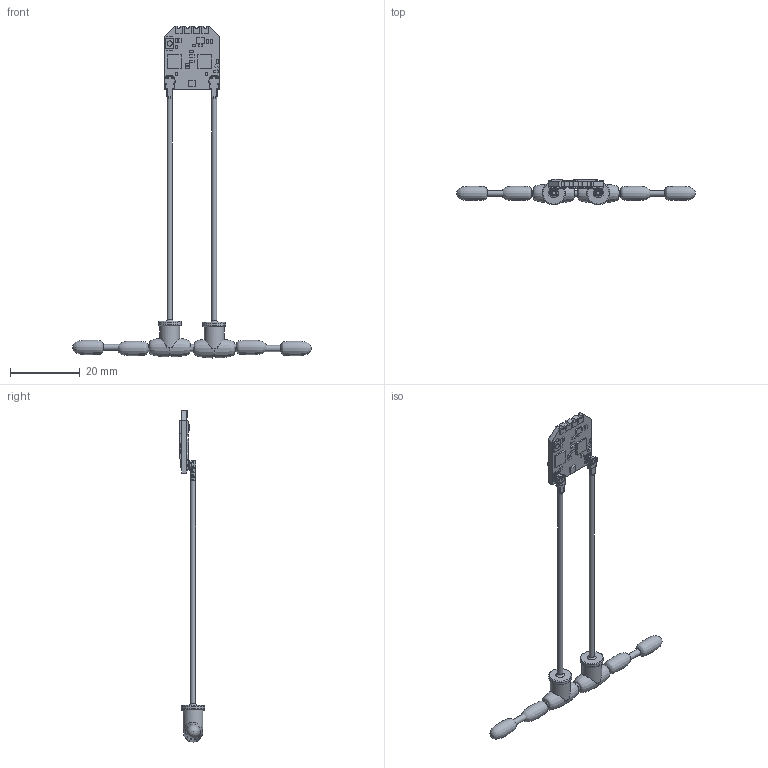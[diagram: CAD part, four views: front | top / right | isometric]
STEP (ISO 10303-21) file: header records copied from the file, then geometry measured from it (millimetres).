
FILE_DESCRIPTION(('FreeCAD Model'),'2;1');
FILE_NAME('Open CASCADE Shape Model','2025-04-26T19:19:06',('FreeCAD'),( 'FreeCAD'),'Open CASCADE STEP processor 7.6','FreeCAD','Unknown');
FILE_SCHEMA(('AUTOMOTIVE_DESIGN { 1 0 10303 214 1 1 1 1 }'));
Length unit declared in the file: millimetre
Products named in the file (1): Open CASCADE STEP translator 7.6 1
Bounding box: 68.52 x 7.3 x 95.36 mm (x, y, z)
Volume: 2020.7 mm3; surface area: 3370.9 mm2
Topology: 61 solids, 61 shells, 852 faces, 2094 edges, 1372 vertices
Faces by surface type: plane 606, cylinder 190, torus 30, bspline 18, cone 8
Full cylindrical faces by diameter (mm): 0.5 x2, 1.5 x4, 1.7 x2, 1.75 x4, 1.86 x2, 2 x6, 2.4 x2, 5.7 x2, 6.7 x2
Entity records: 27196 total; most frequent: CARTESIAN_POINT 7007, ORIENTED_EDGE 4176, DIRECTION 4096, EDGE_CURVE 2088, LINE 1498, VECTOR 1498, VERTEX_POINT 1372, AXIS2_PLACEMENT_3D 1299
